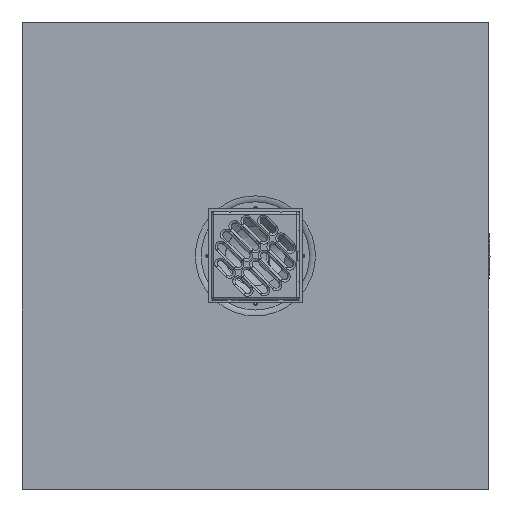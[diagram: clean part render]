
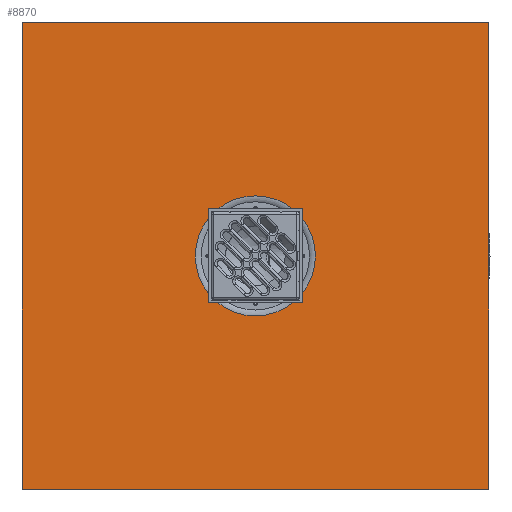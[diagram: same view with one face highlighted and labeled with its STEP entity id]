
A CAD part, top view. The second image highlights one B-rep face of the part: STEP entity #8870.
In plain terms, the highlighted planar face has unit normal (0, 0, 1).
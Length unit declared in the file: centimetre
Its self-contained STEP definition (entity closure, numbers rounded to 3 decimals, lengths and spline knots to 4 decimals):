
#210=FACE_BOUND('',#1660,.T.);
#311=PLANE('',#11136);
#984=FACE_OUTER_BOUND('',#1659,.T.);
#1659=EDGE_LOOP('',(#6625,#6626,#6627,#6628));
#1660=EDGE_LOOP('',(#6629));
#2493=CIRCLE('',#11106,64.3137);
#3320=VERTEX_POINT('',#18278);
#3335=VERTEX_POINT('',#18324);
#3336=VERTEX_POINT('',#18326);
#3338=VERTEX_POINT('',#18332);
#3340=VERTEX_POINT('',#18338);
#4483=EDGE_CURVE('',#3320,#3320,#2493,.T.);
#4506=EDGE_CURVE('',#3335,#3336,#9447,.T.);
#4510=EDGE_CURVE('',#3338,#3335,#9451,.T.);
#4513=EDGE_CURVE('',#3340,#3338,#9454,.T.);
#4514=EDGE_CURVE('',#3336,#3340,#9455,.T.);
#6625=ORIENTED_EDGE('',*,*,#4506,.F.);
#6626=ORIENTED_EDGE('',*,*,#4510,.F.);
#6627=ORIENTED_EDGE('',*,*,#4513,.F.);
#6628=ORIENTED_EDGE('',*,*,#4514,.F.);
#6629=ORIENTED_EDGE('',*,*,#4483,.T.);
#8870=ADVANCED_FACE('',(#984,#210),#311,.F.);
#9447=LINE('',#18327,#10058);
#9451=LINE('',#18334,#10062);
#9454=LINE('',#18340,#10065);
#9455=LINE('',#18342,#10066);
#10058=VECTOR('',#13313,1.);
#10062=VECTOR('',#13319,1.);
#10065=VECTOR('',#13324,1.);
#10066=VECTOR('',#13327,1.);
#11106=AXIS2_PLACEMENT_3D('',#18279,#13253,#13254);
#11136=AXIS2_PLACEMENT_3D('',#18341,#13325,#13326);
#13253=DIRECTION('center_axis',(0.,0.,-1.));
#13254=DIRECTION('ref_axis',(1.,0.,0.));
#13313=DIRECTION('',(0.,-1.,0.));
#13319=DIRECTION('',(1.,0.,0.));
#13324=DIRECTION('',(0.,1.,0.));
#13325=DIRECTION('center_axis',(0.,0.,-1.));
#13326=DIRECTION('ref_axis',(-1.,0.,0.));
#13327=DIRECTION('',(-1.,0.,0.));
#18278=CARTESIAN_POINT('',(1008.9395,184.3313,128.));
#18279=CARTESIAN_POINT('Origin',(1008.9395,248.645,128.));
#18324=CARTESIAN_POINT('',(1258.9395,498.645,128.));
#18326=CARTESIAN_POINT('',(1258.9395,-1.355,128.));
#18327=CARTESIAN_POINT('',(1258.9395,248.645,128.));
#18332=CARTESIAN_POINT('',(758.9395,498.645,128.));
#18334=CARTESIAN_POINT('',(1008.9395,498.645,128.));
#18338=CARTESIAN_POINT('',(758.9395,-1.355,128.));
#18340=CARTESIAN_POINT('',(758.9395,248.645,128.));
#18341=CARTESIAN_POINT('Origin',(1008.9395,248.645,128.));
#18342=CARTESIAN_POINT('',(1008.9395,-1.355,128.));
